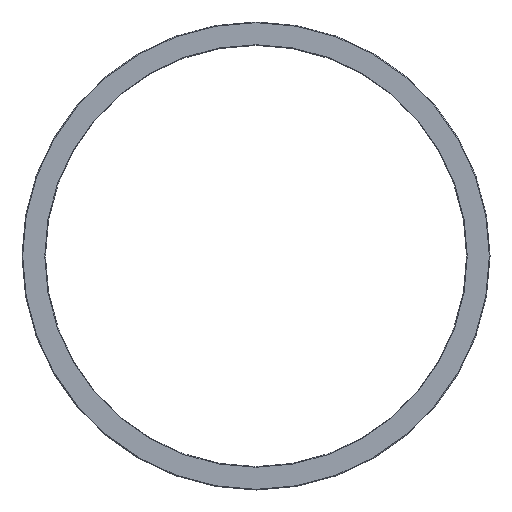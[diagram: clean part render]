
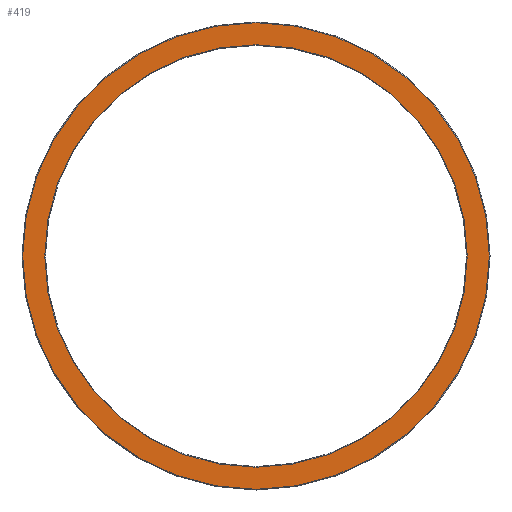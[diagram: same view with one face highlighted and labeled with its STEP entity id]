
A CAD part, front view. The second image highlights one B-rep face of the part: STEP entity #419.
In plain terms, the highlighted planar face has unit normal (0, -1, 0).
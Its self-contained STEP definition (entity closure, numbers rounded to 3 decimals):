
#7 = FACE_BOUND ( 'NONE', #588, .T. ) ;
#18 = AXIS2_PLACEMENT_3D ( 'NONE', #254, #250, #252 ) ;
#61 = VERTEX_POINT ( 'NONE', #625 ) ;
#64 = ORIENTED_EDGE ( 'NONE', *, *, #414, .T. ) ;
#115 = CIRCLE ( 'NONE', #558, 130.9 ) ;
#159 = VERTEX_POINT ( 'NONE', #641 ) ;
#203 = DIRECTION ( 'NONE',  ( 0., 0., -1. ) ) ;
#208 = DIRECTION ( 'NONE',  ( 0., -1., 0. ) ) ;
#210 = CARTESIAN_POINT ( 'NONE',  ( 0., 0., 0. ) ) ;
#214 = CIRCLE ( 'NONE', #803, 130.9 ) ;
#219 = PLANE ( 'NONE',  #18 ) ;
#232 = DIRECTION ( 'NONE',  ( 0., 1., 0. ) ) ;
#235 = DIRECTION ( 'NONE',  ( 0., 0., -1. ) ) ;
#250 = DIRECTION ( 'NONE',  ( 0., -1., 0. ) ) ;
#252 = DIRECTION ( 'NONE',  ( 0., 0., -1. ) ) ;
#254 = CARTESIAN_POINT ( 'NONE',  ( -130.5, 0., 0. ) ) ;
#265 = CARTESIAN_POINT ( 'NONE',  ( 0., 0., 0. ) ) ;
#281 = VERTEX_POINT ( 'NONE', #483 ) ;
#293 = ORIENTED_EDGE ( 'NONE', *, *, #345, .T. ) ;
#345 = EDGE_CURVE ( 'NONE', #686, #281, #473, .T. ) ;
#351 = EDGE_CURVE ( 'NONE', #61, #159, #115, .T. ) ;
#383 = CARTESIAN_POINT ( 'NONE',  ( 0., 0., 144.6 ) ) ;
#414 = EDGE_CURVE ( 'NONE', #159, #61, #214, .T. ) ;
#419 = ADVANCED_FACE ( 'NONE', ( #7, #701 ), #219, .T. ) ;
#421 = CIRCLE ( 'NONE', #428, 144.6 ) ;
#428 = AXIS2_PLACEMENT_3D ( 'NONE', #210, #208, #203 ) ;
#473 = CIRCLE ( 'NONE', #523, 144.6 ) ;
#483 = CARTESIAN_POINT ( 'NONE',  ( 0., 0., -144.6 ) ) ;
#523 = AXIS2_PLACEMENT_3D ( 'NONE', #739, #741, #744 ) ;
#558 = AXIS2_PLACEMENT_3D ( 'NONE', #771, #775, #776 ) ;
#588 = EDGE_LOOP ( 'NONE', ( #64, #617 ) ) ;
#617 = ORIENTED_EDGE ( 'NONE', *, *, #351, .T. ) ;
#625 = CARTESIAN_POINT ( 'NONE',  ( 0., 0., 130.9 ) ) ;
#641 = CARTESIAN_POINT ( 'NONE',  ( 0., 0., -130.9 ) ) ;
#686 = VERTEX_POINT ( 'NONE', #383 ) ;
#689 = EDGE_LOOP ( 'NONE', ( #293, #773 ) ) ;
#701 = FACE_OUTER_BOUND ( 'NONE', #689, .T. ) ;
#739 = CARTESIAN_POINT ( 'NONE',  ( 0., 0., 0. ) ) ;
#741 = DIRECTION ( 'NONE',  ( 0., -1., 0. ) ) ;
#744 = DIRECTION ( 'NONE',  ( 0., 0., -1. ) ) ;
#771 = CARTESIAN_POINT ( 'NONE',  ( 0., 0., 0. ) ) ;
#773 = ORIENTED_EDGE ( 'NONE', *, *, #837, .T. ) ;
#775 = DIRECTION ( 'NONE',  ( 0., 1., 0. ) ) ;
#776 = DIRECTION ( 'NONE',  ( 0., 0., -1. ) ) ;
#803 = AXIS2_PLACEMENT_3D ( 'NONE', #265, #232, #235 ) ;
#837 = EDGE_CURVE ( 'NONE', #281, #686, #421, .T. ) ;
